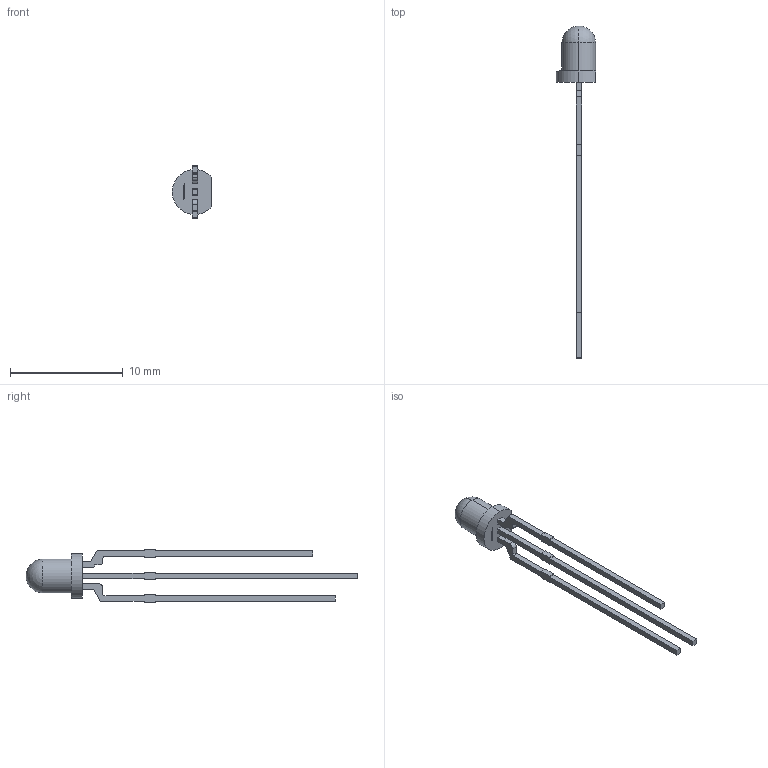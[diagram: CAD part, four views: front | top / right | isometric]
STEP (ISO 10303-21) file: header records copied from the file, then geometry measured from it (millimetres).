
FILE_DESCRIPTION (( 'STEP AP214' ), '1' );
FILE_NAME ('XLxx92.STEP', '2015-09-10T16:52:08', ( '' ), ( '' ), 'SwSTEP 2.0', 'SolidWorks 2012', '' );
FILE_SCHEMA (( 'AUTOMOTIVE_DESIGN' ));
Length unit declared in the file: millimetre
Products named in the file (1): XLxx92
Bounding box: 3.5 x 29.5 x 4.7 mm (x, y, z)
Volume: 54.1 mm3; surface area: 206.8 mm2
Topology: 1 solids, 1 shells, 253 faces, 698 edges, 464 vertices
Faces by surface type: plane 174, bspline 68, cylinder 9, sphere 2
Entity records: 11282 total; most frequent: CARTESIAN_POINT 4590, ORIENTED_EDGE 1388, DIRECTION 951, EDGE_CURVE 694, VECTOR 537, LINE 537, VERTEX_POINT 462, EDGE_LOOP 272
